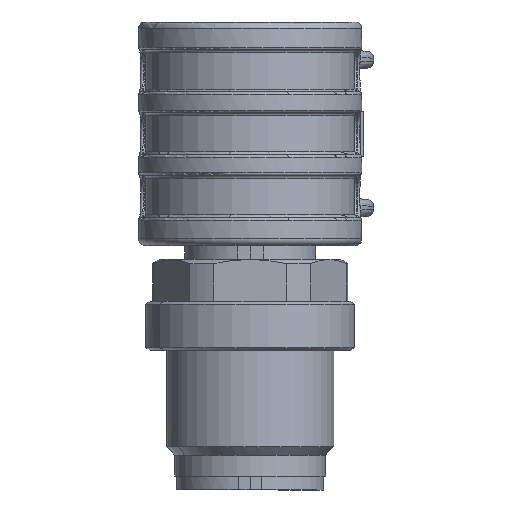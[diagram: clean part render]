
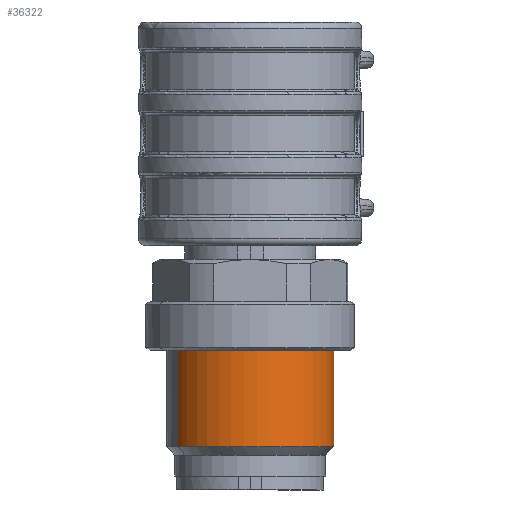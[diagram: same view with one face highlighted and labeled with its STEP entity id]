
A CAD part, front view. The second image highlights one B-rep face of the part: STEP entity #36322.
In plain terms, the highlighted cylindrical face has radius 6 mm (diameter 12 mm), a partial arc.
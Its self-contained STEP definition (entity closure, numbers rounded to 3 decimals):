
#36297=AXIS2_PLACEMENT_3D('Cylinder Axis2P3D',#36294,#36295,#36296) ;
#36227=CARTESIAN_POINT('Vertex',(2.803,5.002,9.999)) ;
#36229=CARTESIAN_POINT('Vertex',(13.197,10.998,9.999)) ;
#36233=CARTESIAN_POINT('Control Point',(13.197,10.998,9.999)) ;
#36234=CARTESIAN_POINT('Control Point',(13.497,10.479,9.999)) ;
#36235=CARTESIAN_POINT('Control Point',(13.732,9.922,9.999)) ;
#36236=CARTESIAN_POINT('Control Point',(13.895,9.338,9.999)) ;
#36237=CARTESIAN_POINT('Control Point',(14.073,8.142,9.999)) ;
#36238=CARTESIAN_POINT('Control Point',(13.951,6.938,9.999)) ;
#36239=CARTESIAN_POINT('Control Point',(13.815,6.347,9.999)) ;
#36240=CARTESIAN_POINT('Control Point',(13.398,5.212,9.999)) ;
#36241=CARTESIAN_POINT('Control Point',(12.714,4.215,9.999)) ;
#36242=CARTESIAN_POINT('Control Point',(12.311,3.762,9.999)) ;
#36243=CARTESIAN_POINT('Control Point',(11.401,2.966,9.999)) ;
#36244=CARTESIAN_POINT('Control Point',(10.322,2.419,9.999)) ;
#36245=CARTESIAN_POINT('Control Point',(9.751,2.214,9.999)) ;
#36246=CARTESIAN_POINT('Control Point',(8.571,1.952,9.999)) ;
#36247=CARTESIAN_POINT('Control Point',(7.362,1.988,9.999)) ;
#36248=CARTESIAN_POINT('Control Point',(6.763,2.083,9.999)) ;
#36249=CARTESIAN_POINT('Control Point',(5.601,2.419,9.999)) ;
#36250=CARTESIAN_POINT('Control Point',(4.558,3.03,9.999)) ;
#36251=CARTESIAN_POINT('Control Point',(4.077,3.4,9.999)) ;
#36252=CARTESIAN_POINT('Control Point',(3.527,3.947,9.999)) ;
#36253=CARTESIAN_POINT('Control Point',(3.073,4.569,9.999)) ;
#36254=CARTESIAN_POINT('Control Point',(2.978,4.71,9.999)) ;
#36255=CARTESIAN_POINT('Control Point',(2.888,4.854,9.999)) ;
#36256=CARTESIAN_POINT('Control Point',(2.803,5.002,9.999)) ;
#36268=CARTESIAN_POINT('Line Origine',(13.197,10.998,0.999)) ;
#36272=CARTESIAN_POINT('Vertex',(13.197,10.998,3.099)) ;
#36279=CARTESIAN_POINT('Vertex',(2.803,5.002,3.099)) ;
#36282=CARTESIAN_POINT('Line Origine',(2.803,5.002,0.999)) ;
#36294=CARTESIAN_POINT('Axis2P3D Location',(8.,8.,0.999)) ;
#36300=CARTESIAN_POINT('Control Point',(13.197,10.998,3.099)) ;
#36301=CARTESIAN_POINT('Control Point',(13.668,10.182,3.099)) ;
#36302=CARTESIAN_POINT('Control Point',(13.979,9.273,3.099)) ;
#36303=CARTESIAN_POINT('Control Point',(14.105,8.314,3.099)) ;
#36304=CARTESIAN_POINT('Control Point',(13.974,6.397,3.099)) ;
#36305=CARTESIAN_POINT('Control Point',(13.128,4.673,3.099)) ;
#36306=CARTESIAN_POINT('Control Point',(12.539,3.905,3.099)) ;
#36307=CARTESIAN_POINT('Control Point',(11.091,2.643,3.099)) ;
#36308=CARTESIAN_POINT('Control Point',(9.273,2.021,3.099)) ;
#36309=CARTESIAN_POINT('Control Point',(8.314,1.895,3.099)) ;
#36310=CARTESIAN_POINT('Control Point',(6.397,2.026,3.099)) ;
#36311=CARTESIAN_POINT('Control Point',(4.673,2.872,3.099)) ;
#36312=CARTESIAN_POINT('Control Point',(3.905,3.461,3.099)) ;
#36313=CARTESIAN_POINT('Control Point',(3.274,4.185,3.099)) ;
#36314=CARTESIAN_POINT('Control Point',(2.803,5.002,3.099)) ;
#36269=DIRECTION('Vector Direction',(0.,0.,-1.)) ;
#36283=DIRECTION('Vector Direction',(0.,0.,-1.)) ;
#36295=DIRECTION('Axis2P3D Direction',(0.,0.,-1.)) ;
#36296=DIRECTION('Axis2P3D XDirection',(0.866,0.5,0.)) ;
#36270=VECTOR('Line Direction',#36269,1.) ;
#36284=VECTOR('Line Direction',#36283,1.) ;
#36317=ORIENTED_EDGE('',*,*,#36286,.T.) ;
#36318=ORIENTED_EDGE('',*,*,#36315,.F.) ;
#36319=ORIENTED_EDGE('',*,*,#36274,.T.) ;
#36320=ORIENTED_EDGE('',*,*,#36257,.T.) ;
#36322=ADVANCED_FACE('Hauptk\X2\00F6\X0\rper',(#36321),#36298,.T.) ;
#36232=B_SPLINE_CURVE_WITH_KNOTS('',5,(#36233,#36234,#36235,#36236,#36237,#36238,#36239,#36240,#36241,#36242,#36243,#36244,#36245,#36246,#36247,#36248,#36249,#36250,#36251,#36252,#36253,#36254,#36255,#36256),.UNSPECIFIED.,.F.,.U.,(6,3,3,3,3,3,3,6),(0.,4.243,8.485,12.728,16.97,21.213,25.456,26.657),.UNSPECIFIED.) ;
#36299=B_SPLINE_CURVE_WITH_KNOTS('',5,(#36300,#36301,#36302,#36303,#36304,#36305,#36306,#36307,#36308,#36309,#36310,#36311,#36312,#36313,#36314),.UNSPECIFIED.,.F.,.U.,(6,3,3,3,6),(-9.425,-4.712,0.,4.712,9.425),.UNSPECIFIED.) ;
#36298=CYLINDRICAL_SURFACE('generated cylinder',#36297,6.) ;
#36257=EDGE_CURVE('',#36230,#36228,#36232,.T.) ;
#36274=EDGE_CURVE('',#36273,#36230,#36271,.F.) ;
#36286=EDGE_CURVE('',#36228,#36280,#36285,.T.) ;
#36315=EDGE_CURVE('',#36273,#36280,#36299,.T.) ;
#36316=EDGE_LOOP('',(#36317,#36318,#36319,#36320)) ;
#36321=FACE_OUTER_BOUND('',#36316,.T.) ;
#36271=LINE('Line',#36268,#36270) ;
#36285=LINE('Line',#36282,#36284) ;
#36228=VERTEX_POINT('',#36227) ;
#36230=VERTEX_POINT('',#36229) ;
#36273=VERTEX_POINT('',#36272) ;
#36280=VERTEX_POINT('',#36279) ;
